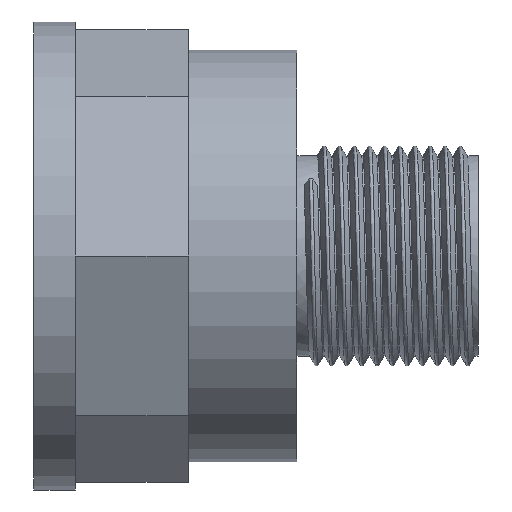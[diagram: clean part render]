
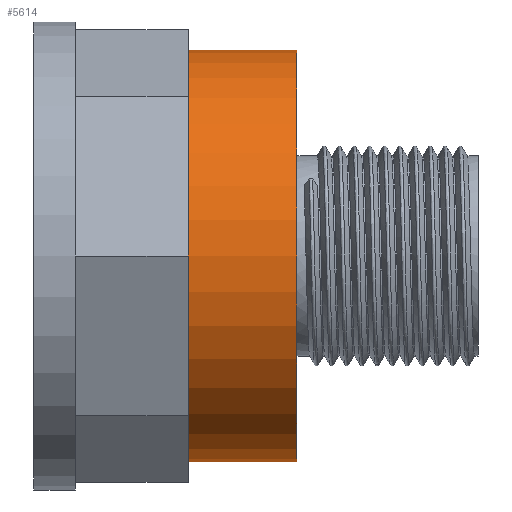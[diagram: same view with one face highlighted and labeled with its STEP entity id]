
A CAD part, front view. The second image highlights one B-rep face of the part: STEP entity #5614.
In plain terms, the highlighted cylindrical face has radius 24.636 mm (diameter 49.273 mm), a partial arc.
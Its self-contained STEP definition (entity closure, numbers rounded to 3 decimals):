
#864 = CARTESIAN_POINT ( 'NONE',  ( 31.5, 0., 24.636 ) ) ;
#867 = CARTESIAN_POINT ( 'NONE',  ( 31.5, 0., -24.636 ) ) ;
#869 = CARTESIAN_POINT ( 'NONE',  ( 18.5, 0., 24.636 ) ) ;
#870 = CARTESIAN_POINT ( 'NONE',  ( 18.5, 0., -24.636 ) ) ;
#1074 = AXIS2_PLACEMENT_3D ( 'NONE', #4493, #4489, #4495 ) ;
#1170 = CARTESIAN_POINT ( 'NONE',  ( 18.5, 0., 0. ) ) ;
#1171 = DIRECTION ( 'NONE',  ( -1., 0., 0. ) ) ;
#1172 = DIRECTION ( 'NONE',  ( 0., 0., 1. ) ) ;
#1195 = CARTESIAN_POINT ( 'NONE',  ( 31.5, 0., 0. ) ) ;
#1196 = DIRECTION ( 'NONE',  ( -1., 0., 0. ) ) ;
#1197 = DIRECTION ( 'NONE',  ( 0., 0., 1. ) ) ;
#2533 = AXIS2_PLACEMENT_3D ( 'NONE', #1195, #1196, #1197 ) ;
#2537 = CIRCLE ( 'NONE', #2533, 24.636 ) ;
#2545 = AXIS2_PLACEMENT_3D ( 'NONE', #1170, #1171, #1172 ) ;
#2547 = CIRCLE ( 'NONE', #2545, 24.636 ) ;
#3141 = ORIENTED_EDGE ( 'NONE', *, *, #5372, .T. ) ;
#3142 = ORIENTED_EDGE ( 'NONE', *, *, #5430, .F. ) ;
#3155 = EDGE_LOOP ( 'NONE', ( #3208, #3196, #3141, #3142 ) ) ;
#3196 = ORIENTED_EDGE ( 'NONE', *, *, #5439, .T. ) ;
#3208 = ORIENTED_EDGE ( 'NONE', *, *, #5370, .F. ) ;
#4489 = DIRECTION ( 'NONE',  ( -1., 0., 0. ) ) ;
#4492 = FACE_OUTER_BOUND ( 'NONE', #3155, .T. ) ;
#4493 = CARTESIAN_POINT ( 'NONE',  ( 0., 0., 0. ) ) ;
#4494 = CYLINDRICAL_SURFACE ( 'NONE', #1074, 24.636 ) ;
#4495 = DIRECTION ( 'NONE',  ( 0., 0., 1. ) ) ;
#4664 = VERTEX_POINT ( 'NONE', #864 ) ;
#4667 = VERTEX_POINT ( 'NONE', #867 ) ;
#4669 = VERTEX_POINT ( 'NONE', #869 ) ;
#4670 = VERTEX_POINT ( 'NONE', #870 ) ;
#4728 = VECTOR ( 'NONE', #5752, 1000. ) ;
#4733 = VECTOR ( 'NONE', #5746, 1000. ) ;
#5370 = EDGE_CURVE ( 'NONE', #4667, #4670, #5742, .T. ) ;
#5372 = EDGE_CURVE ( 'NONE', #4664, #4669, #5748, .T. ) ;
#5430 = EDGE_CURVE ( 'NONE', #4670, #4669, #2547, .T. ) ;
#5439 = EDGE_CURVE ( 'NONE', #4667, #4664, #2537, .T. ) ;
#5614 = ADVANCED_FACE ( 'NONE', ( #4492 ), #4494, .T. ) ;
#5739 = CARTESIAN_POINT ( 'NONE',  ( 0., 0., -24.636 ) ) ;
#5741 = CARTESIAN_POINT ( 'NONE',  ( 0., 0., 24.636 ) ) ;
#5742 = LINE ( 'NONE', #5739, #4733 ) ;
#5746 = DIRECTION ( 'NONE',  ( -1., 0., 0. ) ) ;
#5748 = LINE ( 'NONE', #5741, #4728 ) ;
#5752 = DIRECTION ( 'NONE',  ( -1., 0., 0. ) ) ;
